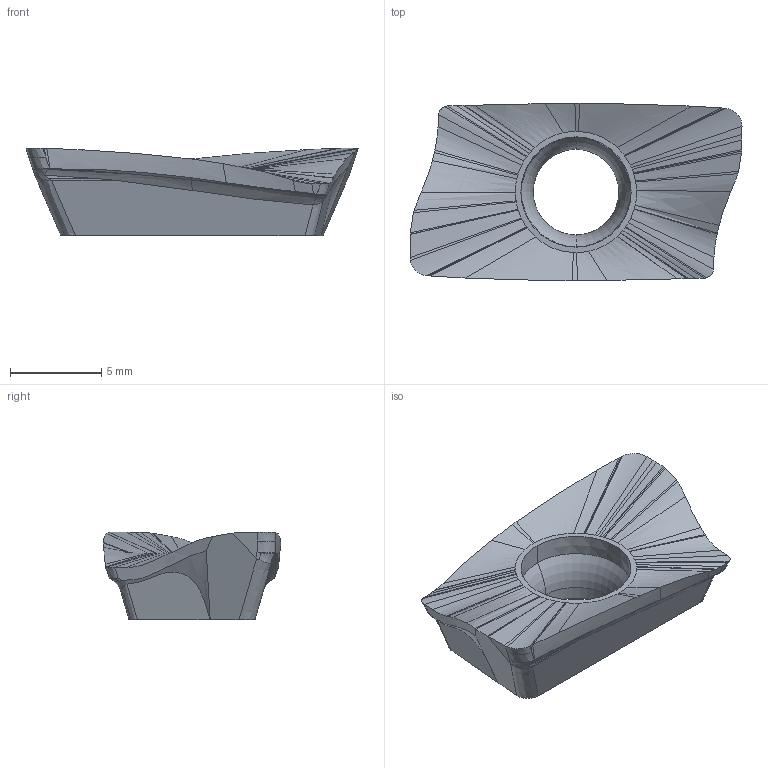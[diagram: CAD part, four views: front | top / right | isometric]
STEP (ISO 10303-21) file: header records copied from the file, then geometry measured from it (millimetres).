
FILE_DESCRIPTION(/* description */ (''),/* implementation_level */ '2;1');
FILE_NAME(/* name */ 'AOMT184810PEER-M.stp',/* time_stamp */ '2021-09-07T08:29:19+09:00',/* author */ (''),/* organization */ (''),/* preprocessor_version */ 'ST-DEVELOPER v16',/* originating_system */ 'SIEMENS PLM Software NX 10.0',/* authorisation */ '');
FILE_SCHEMA (('AUTOMOTIVE_DESIGN { 1 0 10303 214 3 1 1 1 }'));
Length unit declared in the file: millimetre
Products named in the file (1): AOMT184810PEER-M
Bounding box: 18.18 x 9.72 x 4.8 mm (x, y, z)
Volume: 390.9 mm3; surface area: 475.6 mm2
Topology: 1 solids, 1 shells, 128 faces, 409 edges, 341 vertices
Faces by surface type: bspline 99, plane 12, extrusion 8, cone 4, cylinder 3, torus 2
Entity records: 12090 total; most frequent: CARTESIAN_POINT 9260, ORIENTED_EDGE 706, EDGE_CURVE 353, B_SPLINE_CURVE_WITH_KNOTS 309, VERTEX_POINT 227, DIRECTION 183, EDGE_LOOP 130, ADVANCED_FACE 128
